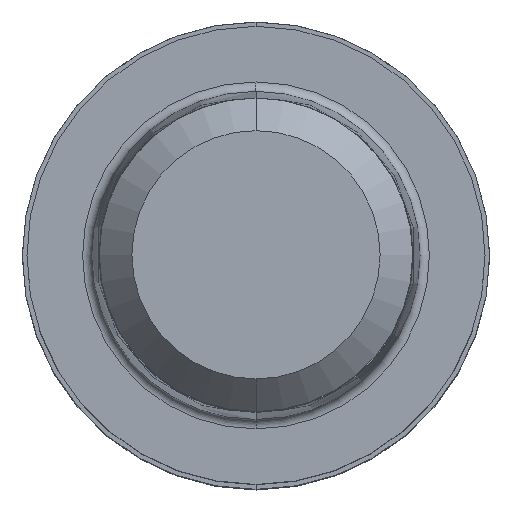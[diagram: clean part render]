
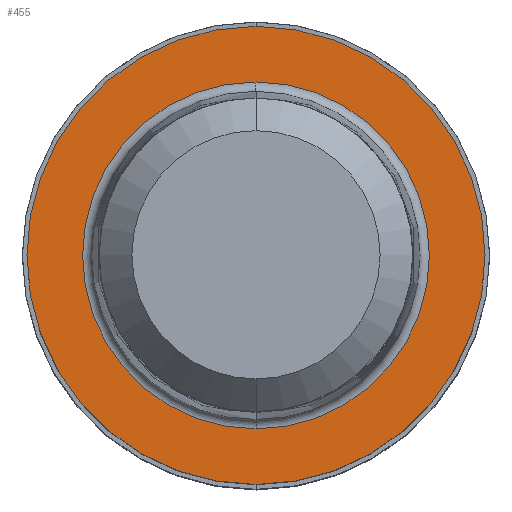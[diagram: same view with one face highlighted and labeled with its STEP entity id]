
A CAD part, top view. The second image highlights one B-rep face of the part: STEP entity #455.
In plain terms, the highlighted planar face has unit normal (0, 0, 1).
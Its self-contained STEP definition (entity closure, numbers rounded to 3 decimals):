
#191=VERTEX_POINT('',#526);
#199=EDGE_CURVE('',#379,#191,#534,.T.);
#239=EDGE_CURVE('',#313,#349,#579,.T.);
#313=VERTEX_POINT('',#669);
#347=EDGE_CURVE('',#349,#313,#706,.T.);
#349=VERTEX_POINT('',#708);
#379=VERTEX_POINT('',#742);
#383=EDGE_CURVE('',#191,#379,#746,.T.);
#455=ADVANCED_FACE('',(#831,#832),#833,.T.);
#526=CARTESIAN_POINT('',(0.,-9.8,0.01));
#534=CIRCLE('',#906,9.8);
#579=CIRCLE('',#961,7.42);
#669=CARTESIAN_POINT('',(0.,-7.42,0.01));
#706=CIRCLE('',#1119,7.42);
#708=CARTESIAN_POINT('',(0.0,7.42,0.01));
#742=CARTESIAN_POINT('',(0.0,9.8,0.01));
#746=CIRCLE('',#1172,9.8);
#831=FACE_OUTER_BOUND('',#1280,.T.);
#832=FACE_BOUND('',#1281,.T.);
#833=PLANE('',#1282);
#906=AXIS2_PLACEMENT_3D('',#1353,#1354,#1355);
#961=AXIS2_PLACEMENT_3D('',#1403,#1404,#1405);
#1119=AXIS2_PLACEMENT_3D('',#1599,#1600,#1601);
#1172=AXIS2_PLACEMENT_3D('',#1650,#1651,#1652);
#1280=EDGE_LOOP('',(#1780,#1781));
#1281=EDGE_LOOP('',(#1782,#1783));
#1282=AXIS2_PLACEMENT_3D('',#1784,#1785,#1786);
#1353=CARTESIAN_POINT('',(0.0,0.0,0.01));
#1354=DIRECTION('',(0.0,0.0,-1.0));
#1355=DIRECTION('',(0.0,1.0,0.0));
#1403=CARTESIAN_POINT('',(0.0,0.0,0.01));
#1404=DIRECTION('',(0.0,0.0,-1.0));
#1405=DIRECTION('',(0.0,1.0,0.0));
#1599=CARTESIAN_POINT('',(0.0,0.0,0.01));
#1600=DIRECTION('',(0.0,0.0,-1.0));
#1601=DIRECTION('',(0.0,1.0,0.0));
#1650=CARTESIAN_POINT('',(0.0,0.0,0.01));
#1651=DIRECTION('',(0.0,0.0,-1.0));
#1652=DIRECTION('',(0.0,1.0,0.0));
#1780=ORIENTED_EDGE('',*,*,#199,.F.);
#1781=ORIENTED_EDGE('',*,*,#383,.F.);
#1782=ORIENTED_EDGE('',*,*,#347,.T.);
#1783=ORIENTED_EDGE('',*,*,#239,.T.);
#1784=CARTESIAN_POINT('',(0.0,4.9,0.01));
#1785=DIRECTION('',(-0.0,0.0,1.0));
#1786=DIRECTION('',(0.0,-1.0,0.0));
